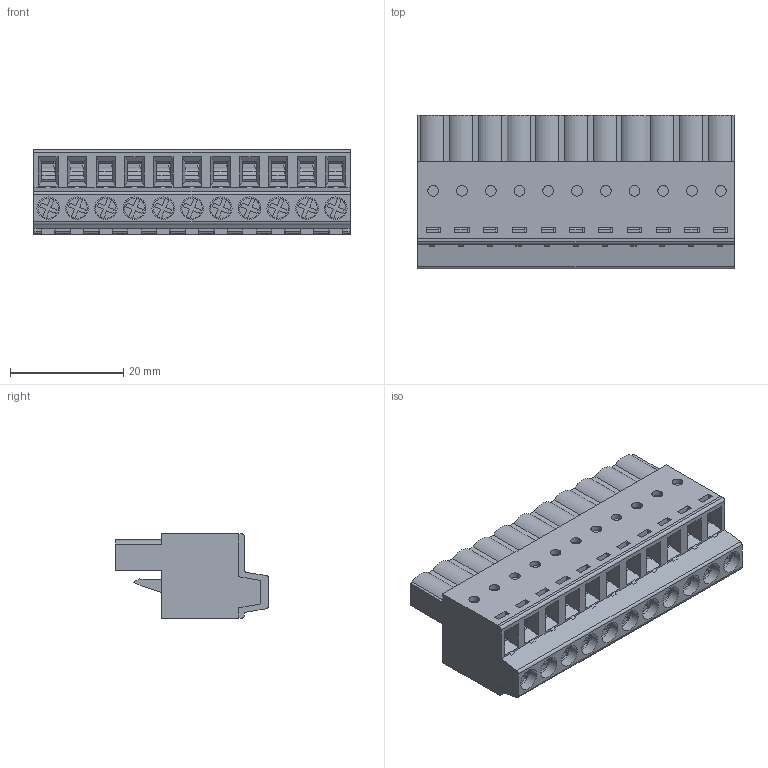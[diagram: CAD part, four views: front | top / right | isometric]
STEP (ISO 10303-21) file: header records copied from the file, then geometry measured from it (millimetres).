
FILE_DESCRIPTION( ( 'Unknown' ), '1' );
FILE_NAME( '691373500011B.stp', 'Unknown', ( 'Unknown' ), ( 'Unknown' ), 'PSStep 19.0.9', 'Unknown', ' ' );
FILE_SCHEMA( ( 'AUTOMOTIVE_DESIGN { 1 0 10303 214 1 1 1 1 }' ) );
Length unit declared in the file: millimetre
Products named in the file (7): Assem1; 6913735000xxB_PIN; 691373500011B_COQUE; 691373500011B; 6913735000xxB_MASS; 6913735000xxB_VIS; 6913735000xxB_CLAPET
Assembly tree (46 placements, depth 2):
  Assem1
    6913735000xxB_PIN  x11
    691373500011B_COQUE
    691373500011B
    6913735000xxB_MASS  x11
    6913735000xxB_VIS  x11
    6913735000xxB_CLAPET  x11
Bounding box: 55.88 x 27.1 x 14.9 mm (x, y, z)
Volume: 10509.7 mm3; surface area: 25424.4 mm2
Topology: 46 solids, 46 shells, 2760 faces, 7624 edges, 5002 vertices
Faces by surface type: plane 2140, cylinder 609, cone 11
Full cylindrical faces by diameter (mm): 1.9 x11, 2.003 x11, 2.5 x22, 3 x11, 3.1 x11, 3.6 x11, 3.99 x11, 4.1 x11
Entity records: 52170 total; most frequent: CARTESIAN_POINT 7409, ORIENTED_EDGE 7254, DIRECTION 6598, EDGE_CURVE 3627, LINE 3346, VECTOR 3346, VERTEX_POINT 2405, AXIS2_PLACEMENT_3D 1626
